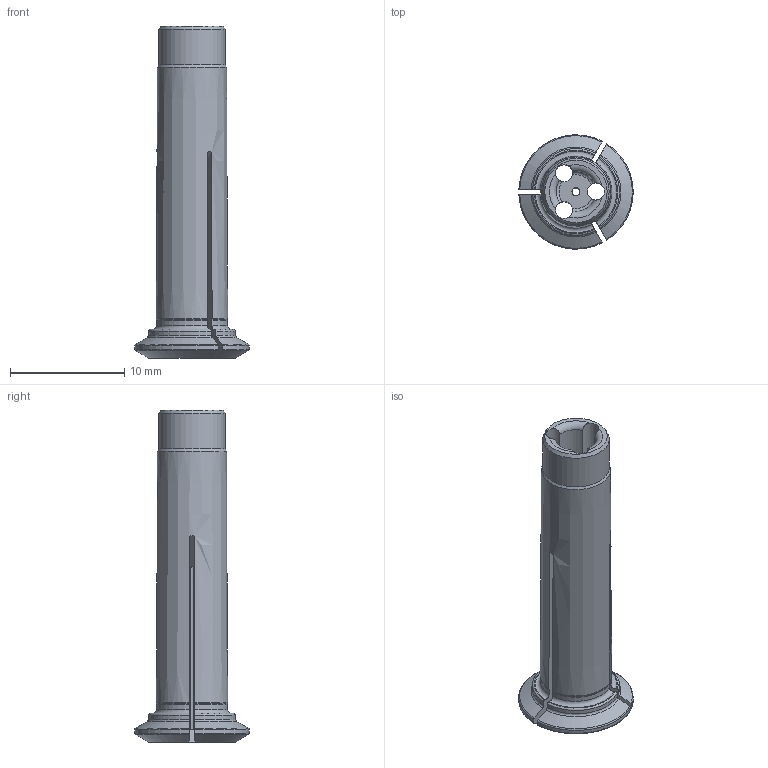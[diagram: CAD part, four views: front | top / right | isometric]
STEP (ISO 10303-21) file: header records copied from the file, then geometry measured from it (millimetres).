
FILE_DESCRIPTION(/* description */ (''),/* implementation_level */ '2;1');
FILE_NAME(/* name */ '170600709.stp',/* time_stamp */ '2021-01-08T12:04:49',/* author */ ('LRA'),/* organization */ ('REGO-FIX'),/* preprocessor_version */ ' Unknown',/* originating_system */ 'SIEMENS PLM Software Solid Edge ST10',/* authorization */ 'Unknown');
FILE_SCHEMA (('AUTOMOTIVE_DESIGN { 1 0 10303 214 2 1 1}'));
Length unit declared in the file: millimetre
Products named in the file (1): NOCUT
Bounding box: 9.99 x 10 x 29 mm (x, y, z)
Volume: 630.8 mm3; surface area: 1397.2 mm2
Topology: 1 solids, 1 shells, 75 faces, 232 edges, 153 vertices
Faces by surface type: torus 24, plane 18, cylinder 17, cone 16
Full cylindrical faces by diameter (mm): 0.7 x1, 1.5 x3, 5.8 x1
Entity records: 3134 total; most frequent: CARTESIAN_POINT 585, ORIENTED_EDGE 422, DIRECTION 419, EDGE_CURVE 211, AXIS2_PLACEMENT_3D 175, VERTEX_POINT 145, EDGE_LOOP 96, FACE_BOUND 96
